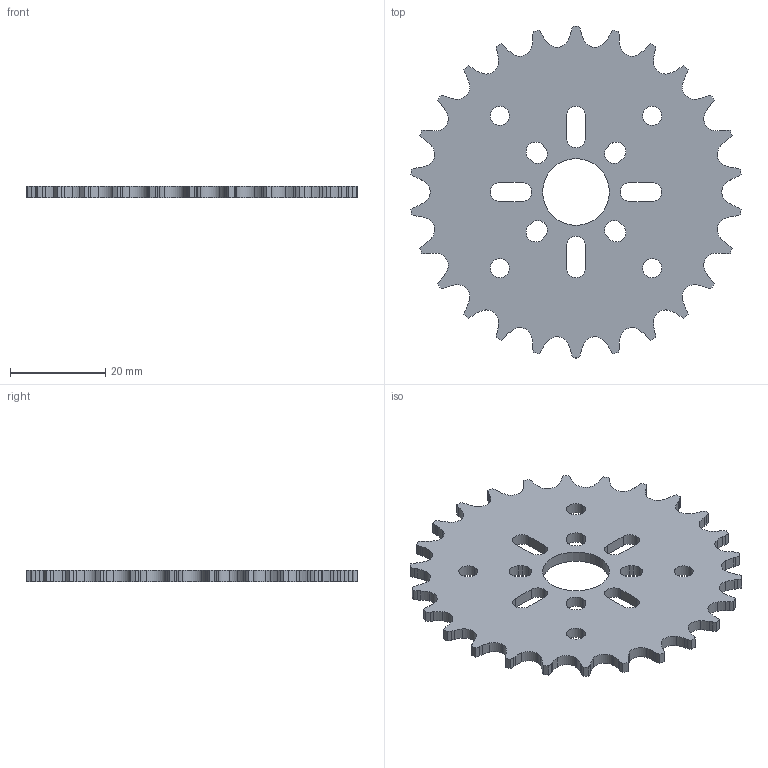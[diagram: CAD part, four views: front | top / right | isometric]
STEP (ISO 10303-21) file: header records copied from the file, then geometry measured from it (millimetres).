
FILE_DESCRIPTION (( 'STEP AP203' ), '1' );
FILE_NAME ('3311-0014-0026.STEP', '2018-04-26T01:59:47', ( '' ), ( '' ), 'SwSTEP 2.0', 'SolidWorks 2016', '' );
FILE_SCHEMA (( 'CONFIG_CONTROL_DESIGN' ));
Length unit declared in the file: millimetre
Products named in the file (1): 3311-0014-0026
Bounding box: 69.33 x 69.7 x 2.36 mm (x, y, z)
Volume: 6799.1 mm3; surface area: 7100.6 mm2
Topology: 1 solids, 1 shells, 273 faces, 813 edges, 542 vertices
Faces by surface type: cylinder 203, plane 70
Entity records: 9502 total; most frequent: DIRECTION 1767, CARTESIAN_POINT 1629, ORIENTED_EDGE 1626, EDGE_CURVE 813, AXIS2_PLACEMENT_3D 680, VERTEX_POINT 542, LINE 407, VECTOR 407
